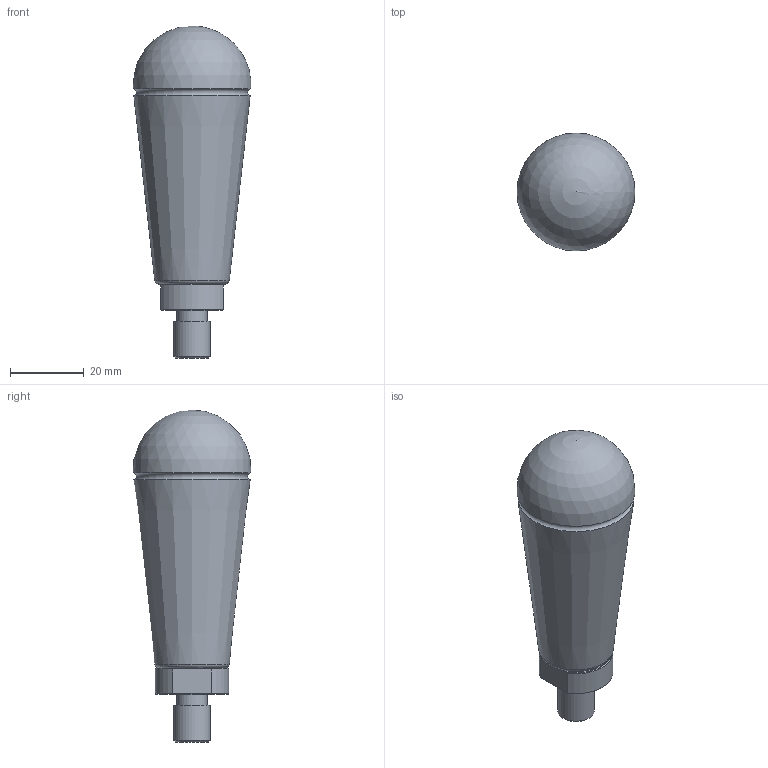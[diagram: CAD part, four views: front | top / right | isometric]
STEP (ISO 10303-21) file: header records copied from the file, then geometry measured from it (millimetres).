
FILE_DESCRIPTION( ( 'Unknown' ), '1' );
FILE_NAME( '6141015_MCGB_32x70.stp', 'Unknown', ( 'Unknown' ), ( 'Unknown' ), 'PSStep 11.0', 'Unknown', ' ' );
FILE_SCHEMA( ( 'AUTOMOTIVE_DESIGN { 1 0 10303 214 1 1 1 1 }' ) );
Length unit declared in the file: millimetre
Products named in the file (1): 8900105
Bounding box: 31.94 x 31.94 x 90 mm (x, y, z)
Volume: 40320.9 mm3; surface area: 8970.7 mm2
Topology: 1 solids, 4 shells, 44 faces, 101 edges, 63 vertices
Faces by surface type: plane 20, cone 12, cylinder 9, torus 2, sphere 1
Full cylindrical faces by diameter (mm): 8.3 x1, 9 x1, 10 x2, 13.5 x1, 14 x1
Entity records: 1482 total; most frequent: CARTESIAN_POINT 225, DIRECTION 190, ORIENTED_EDGE 156, AXIS2_PLACEMENT_3D 83, EDGE_CURVE 78, EDGE_LOOP 64, VERTEX_POINT 54, FACE_OUTER_BOUND 52
